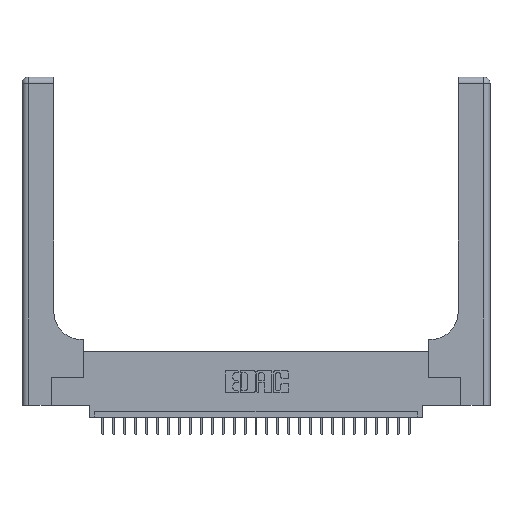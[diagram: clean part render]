
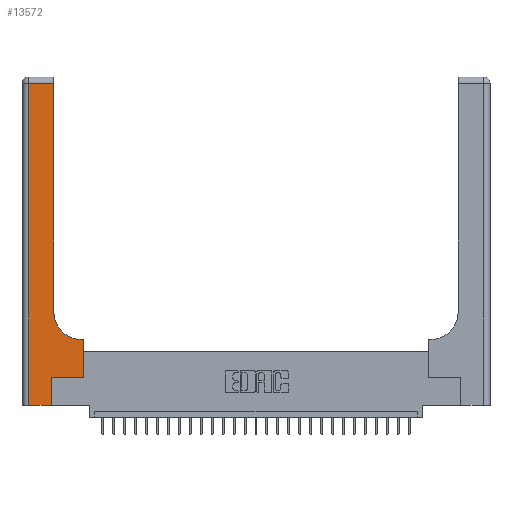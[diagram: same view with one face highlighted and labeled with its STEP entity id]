
A CAD part, top view. The second image highlights one B-rep face of the part: STEP entity #13572.
In plain terms, the highlighted planar face has unit normal (0, 0, 1).
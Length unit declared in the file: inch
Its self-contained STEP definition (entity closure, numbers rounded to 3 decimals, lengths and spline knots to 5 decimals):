
#14 = FACE_OUTER_BOUND ( 'NONE', #9567, .T. ) ;
#129 = DIRECTION ( 'NONE',  ( -1., 0., 0. ) ) ;
#175 = EDGE_CURVE ( 'NONE', #10047, #6910, #3646, .T. ) ;
#266 = ORIENTED_EDGE ( 'NONE', *, *, #175, .T. ) ;
#341 = DIRECTION ( 'NONE',  ( 0., 0., -1. ) ) ;
#868 = EDGE_CURVE ( 'NONE', #10335, #24064, #23973, .T. ) ;
#929 = EDGE_CURVE ( 'NONE', #9832, #15969, #25354, .T. ) ;
#1015 = DIRECTION ( 'NONE',  ( 0., 1., 0. ) ) ;
#1186 = VECTOR ( 'NONE', #1015, 39.37008 ) ;
#1205 = ORIENTED_EDGE ( 'NONE', *, *, #8415, .T. ) ;
#1653 = VECTOR ( 'NONE', #14996, 39.37008 ) ;
#2594 = ORIENTED_EDGE ( 'NONE', *, *, #24333, .T. ) ;
#3646 = LINE ( 'NONE', #28013, #1186 ) ;
#3709 = CARTESIAN_POINT ( 'NONE',  ( 0.5585, 0.25, 0.37 ) ) ;
#3850 = CARTESIAN_POINT ( 'NONE',  ( 0.269, 0.25, 0.37 ) ) ;
#4271 = VERTEX_POINT ( 'NONE', #25732 ) ;
#4771 = EDGE_CURVE ( 'NONE', #15969, #9892, #25461, .T. ) ;
#5345 = ORIENTED_EDGE ( 'NONE', *, *, #7879, .T. ) ;
#5924 = VECTOR ( 'NONE', #17243, 39.37008 ) ;
#6166 = VECTOR ( 'NONE', #27806, 39.37008 ) ;
#6394 = DIRECTION ( 'NONE',  ( 0., 1., 0. ) ) ;
#6684 = LINE ( 'NONE', #7445, #28680 ) ;
#6760 = DIRECTION ( 'NONE',  ( 0., 1., 0. ) ) ;
#6910 = VERTEX_POINT ( 'NONE', #16627 ) ;
#7445 = CARTESIAN_POINT ( 'NONE',  ( 0., 0., 0.37 ) ) ;
#7879 = EDGE_CURVE ( 'NONE', #4271, #9832, #22100, .T. ) ;
#8415 = EDGE_CURVE ( 'NONE', #9892, #10047, #6684, .T. ) ;
#9567 = EDGE_LOOP ( 'NONE', ( #5345, #26897, #10916, #1205, #266, #24836, #14538, #14066, #2594 ) ) ;
#9832 = VERTEX_POINT ( 'NONE', #24630 ) ;
#9872 = CARTESIAN_POINT ( 'NONE',  ( 0.269, 0., 0.37 ) ) ;
#9892 = VERTEX_POINT ( 'NONE', #11904 ) ;
#10047 = VERTEX_POINT ( 'NONE', #9872 ) ;
#10335 = VERTEX_POINT ( 'NONE', #3709 ) ;
#10916 = ORIENTED_EDGE ( 'NONE', *, *, #4771, .T. ) ;
#11376 = CARTESIAN_POINT ( 'NONE',  ( 0.2915, 0.6, 0.37 ) ) ;
#11904 = CARTESIAN_POINT ( 'NONE',  ( 0.06, 0., 0.37 ) ) ;
#12147 = DIRECTION ( 'NONE',  ( 0., 0., -1. ) ) ;
#13572 = ADVANCED_FACE ( 'NONE', ( #14 ), #18482, .F. ) ;
#14066 = ORIENTED_EDGE ( 'NONE', *, *, #23163, .T. ) ;
#14538 = ORIENTED_EDGE ( 'NONE', *, *, #868, .T. ) ;
#14658 = CARTESIAN_POINT ( 'NONE',  ( 0.2915, 3., 0.37 ) ) ;
#14996 = DIRECTION ( 'NONE',  ( 0., -1., 0. ) ) ;
#15115 = VECTOR ( 'NONE', #6394, 39.37008 ) ;
#15182 = EDGE_CURVE ( 'NONE', #6910, #10335, #27565, .T. ) ;
#15200 = LINE ( 'NONE', #11376, #28766 ) ;
#15921 = VECTOR ( 'NONE', #6760, 39.37008 ) ;
#15969 = VERTEX_POINT ( 'NONE', #17589 ) ;
#16082 = DIRECTION ( 'NONE',  ( 1., 0., 0. ) ) ;
#16627 = CARTESIAN_POINT ( 'NONE',  ( 0.269, 0.25, 0.37 ) ) ;
#16911 = AXIS2_PLACEMENT_3D ( 'NONE', #20570, #341, #16082 ) ;
#17243 = DIRECTION ( 'NONE',  ( 1., 0., 0. ) ) ;
#17589 = CARTESIAN_POINT ( 'NONE',  ( 0.06, 2.94, 0.37 ) ) ;
#18482 = PLANE ( 'NONE',  #26216 ) ;
#19310 = CARTESIAN_POINT ( 'NONE',  ( 0.5585, 0.6, 0.37 ) ) ;
#20544 = DIRECTION ( 'NONE',  ( 1., 0., 0. ) ) ;
#20570 = CARTESIAN_POINT ( 'NONE',  ( 0.5415, 0.85, 0.37 ) ) ;
#20837 = CARTESIAN_POINT ( 'NONE',  ( 0., 2.94, 0.37 ) ) ;
#22100 = LINE ( 'NONE', #14658, #15115 ) ;
#22319 = CARTESIAN_POINT ( 'NONE',  ( 0.5415, 0.6, 0.37 ) ) ;
#23163 = EDGE_CURVE ( 'NONE', #24064, #24230, #15200, .T. ) ;
#23973 = LINE ( 'NONE', #24416, #15921 ) ;
#24064 = VERTEX_POINT ( 'NONE', #19310 ) ;
#24230 = VERTEX_POINT ( 'NONE', #22319 ) ;
#24333 = EDGE_CURVE ( 'NONE', #24230, #4271, #25203, .T. ) ;
#24416 = CARTESIAN_POINT ( 'NONE',  ( 0.5585, 0.25, 0.37 ) ) ;
#24630 = CARTESIAN_POINT ( 'NONE',  ( 0.2915, 2.94, 0.37 ) ) ;
#24836 = ORIENTED_EDGE ( 'NONE', *, *, #15182, .T. ) ;
#25203 = CIRCLE ( 'NONE', #16911, 0.25 ) ;
#25354 = LINE ( 'NONE', #20837, #6166 ) ;
#25461 = LINE ( 'NONE', #26074, #1653 ) ;
#25661 = DIRECTION ( 'NONE',  ( -1., 0., 0. ) ) ;
#25732 = CARTESIAN_POINT ( 'NONE',  ( 0.2915, 0.85, 0.37 ) ) ;
#26074 = CARTESIAN_POINT ( 'NONE',  ( 0.06, 3., 0.37 ) ) ;
#26216 = AXIS2_PLACEMENT_3D ( 'NONE', #27604, #12147, #25661 ) ;
#26897 = ORIENTED_EDGE ( 'NONE', *, *, #929, .T. ) ;
#27565 = LINE ( 'NONE', #3850, #5924 ) ;
#27604 = CARTESIAN_POINT ( 'NONE',  ( 0., 3., 0.37 ) ) ;
#27806 = DIRECTION ( 'NONE',  ( -1., 0., 0. ) ) ;
#28013 = CARTESIAN_POINT ( 'NONE',  ( 0.269, 0., 0.37 ) ) ;
#28680 = VECTOR ( 'NONE', #20544, 39.37008 ) ;
#28766 = VECTOR ( 'NONE', #129, 39.37008 ) ;
